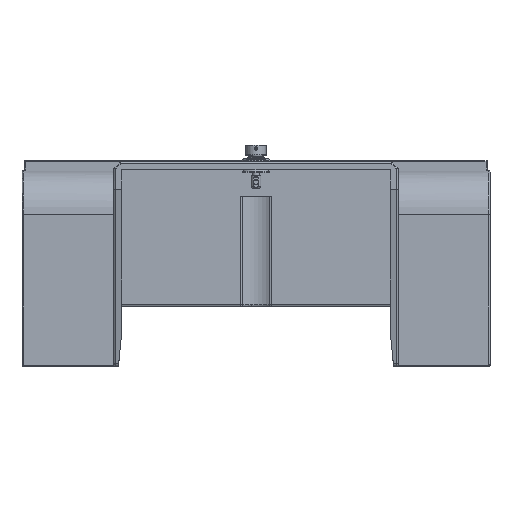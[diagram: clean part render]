
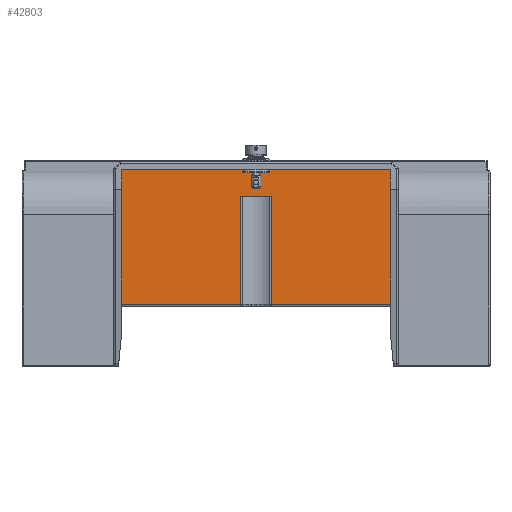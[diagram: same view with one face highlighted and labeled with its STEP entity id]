
A CAD part, top view. The second image highlights one B-rep face of the part: STEP entity #42803.
In plain terms, the highlighted planar face has unit normal (0, 0, 1).
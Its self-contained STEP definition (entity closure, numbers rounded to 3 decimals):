
#3254=DIRECTION('',(0.,-1.,0.));
#3255=VECTOR('',#3254,40.5);
#3256=CARTESIAN_POINT('',(-40.3,-2.35,39.25));
#3257=LINE('',#3256,#3255);
#6795=DIRECTION('',(0.,-1.,0.));
#6796=VECTOR('',#6795,40.5);
#6797=CARTESIAN_POINT('',(40.3,-2.35,39.25));
#6798=LINE('',#6797,#6796);
#6990=DIRECTION('',(-1.,0.,0.));
#6991=VECTOR('',#6990,35.782);
#6992=CARTESIAN_POINT('',(-4.518,-42.85,39.25));
#6993=LINE('',#6992,#6991);
#6994=DIRECTION('',(-1.,0.,0.));
#6995=VECTOR('',#6994,35.782);
#6996=CARTESIAN_POINT('',(40.3,-42.85,39.25));
#6997=LINE('',#6996,#6995);
#6998=DIRECTION('',(0.,-1.,0.));
#6999=VECTOR('',#6998,32.5);
#7000=CARTESIAN_POINT('',(4.518,-10.35,39.25));
#7001=LINE('',#7000,#6999);
#7002=DIRECTION('',(0.,1.,0.));
#7003=VECTOR('',#7002,32.5);
#7004=CARTESIAN_POINT('',(-4.518,-42.85,39.25));
#7005=LINE('',#7004,#7003);
#7006=DIRECTION('',(1.,0.,0.));
#7007=VECTOR('',#7006,80.6);
#7008=CARTESIAN_POINT('',(-40.3,-2.35,39.25));
#7009=LINE('',#7008,#7007);
#11559=DIRECTION('',(1.,0.,0.));
#11560=VECTOR('',#11559,9.035);
#11561=CARTESIAN_POINT('',(-4.518,-10.35,39.25));
#11562=LINE('',#11561,#11560);
#32814=CARTESIAN_POINT('',(-40.3,-2.35,39.25));
#32815=CARTESIAN_POINT('',(40.3,-2.35,39.25));
#32816=VERTEX_POINT('',#32814);
#32817=VERTEX_POINT('',#32815);
#32830=CARTESIAN_POINT('',(-4.518,-10.35,39.25));
#32831=VERTEX_POINT('',#32830);
#32832=CARTESIAN_POINT('',(4.518,-10.35,39.25));
#32833=VERTEX_POINT('',#32832);
#33996=CARTESIAN_POINT('',(-4.518,-42.85,39.25));
#33997=CARTESIAN_POINT('',(-40.3,-42.85,39.25));
#33998=VERTEX_POINT('',#33996);
#33999=VERTEX_POINT('',#33997);
#34014=CARTESIAN_POINT('',(4.518,-42.85,39.25));
#34015=VERTEX_POINT('',#34014);
#34018=CARTESIAN_POINT('',(40.3,-42.85,39.25));
#34019=VERTEX_POINT('',#34018);
#42783=CARTESIAN_POINT('',(40.3,-2.35,39.25));
#42784=DIRECTION('',(0.,0.,1.));
#42785=DIRECTION('',(-1.,0.,0.));
#42786=AXIS2_PLACEMENT_3D('',#42783,#42784,#42785);
#42787=PLANE('',#42786);
#42788=ORIENTED_EDGE('',*,*,#42774,.T.);
#42789=ORIENTED_EDGE('',*,*,#39941,.F.);
#42791=ORIENTED_EDGE('',*,*,#42790,.T.);
#42792=ORIENTED_EDGE('',*,*,#42644,.T.);
#42794=ORIENTED_EDGE('',*,*,#42793,.T.);
#42796=ORIENTED_EDGE('',*,*,#42795,.F.);
#42798=ORIENTED_EDGE('',*,*,#42797,.F.);
#42800=ORIENTED_EDGE('',*,*,#42799,.F.);
#42801=EDGE_LOOP('',(#42788,#42789,#42791,#42792,#42794,#42796,#42798,#42800));
#42802=FACE_OUTER_BOUND('',#42801,.F.);
#42803=ADVANCED_FACE('',(#42802),#42787,.T.);
#39941=EDGE_CURVE('',#32816,#33999,#3257,.T.);
#42644=EDGE_CURVE('',#32817,#34019,#6798,.T.);
#42774=EDGE_CURVE('',#33998,#33999,#6993,.T.);
#42790=EDGE_CURVE('',#32816,#32817,#7009,.T.);
#42793=EDGE_CURVE('',#34019,#34015,#6997,.T.);
#42795=EDGE_CURVE('',#32833,#34015,#7001,.T.);
#42797=EDGE_CURVE('',#32831,#32833,#11562,.T.);
#42799=EDGE_CURVE('',#33998,#32831,#7005,.T.);
